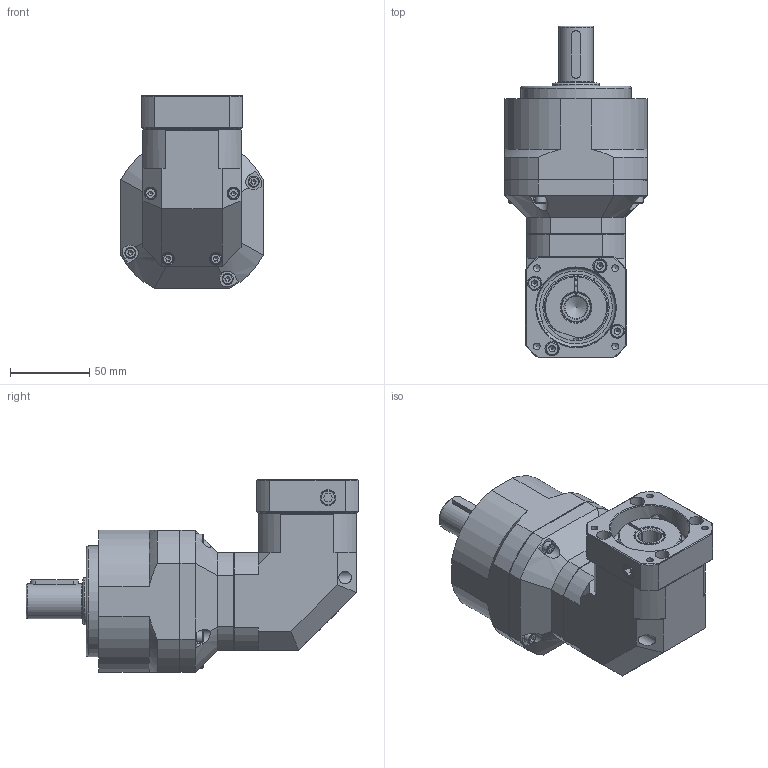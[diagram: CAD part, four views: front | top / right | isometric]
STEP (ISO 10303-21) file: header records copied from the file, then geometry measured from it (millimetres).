
FILE_DESCRIPTION((''),'2;1');
FILE_NAME('KSEL-90-2.stp','2014-04-10T11:29:09',('young'),(''),'Autodesk Inventor 2012','Autodesk Inventor 2012','');
FILE_SCHEMA(('AUTOMOTIVE_DESIGN { 1 0 10303 214 1 1 1 1 }'));
Length unit declared in the file: millimetre
Products named in the file (1): KSEL-90-2
Bounding box: 90 x 210 x 122 mm (x, y, z)
Volume: 854203.3 mm3; surface area: 151331 mm2
Topology: 26 solids, 26 shells, 755 faces, 1829 edges, 1177 vertices
Faces by surface type: plane 429, cylinder 158, cone 118, torus 26, bspline 24
Full cylindrical faces by diameter (mm): 3 x4, 3.3 x4, 4 x9, 4.2 x13, 4.5 x4, 5 x12, 5.5 x9, 6.8 x1, 7 x9, 8 x5, 8.5 x4, 9 x4, 9.5 x2, 11 x1, 14.2 x1, 19.3 x1, 19.8 x1, 20 x1, 22 x1, 29.8 x1, 30 x3, 34 x1, 35 x4, 40 x1, 42 x1, 48 x2, 50 x5, 52 x1, 70 x1
Entity records: 26661 total; most frequent: CARTESIAN_POINT 10208, DIRECTION 3350, ORIENTED_EDGE 3108, EDGE_CURVE 1554, AXIS2_PLACEMENT_3D 1284, VERTEX_POINT 1109, EDGE_LOOP 1055, VECTOR 782
